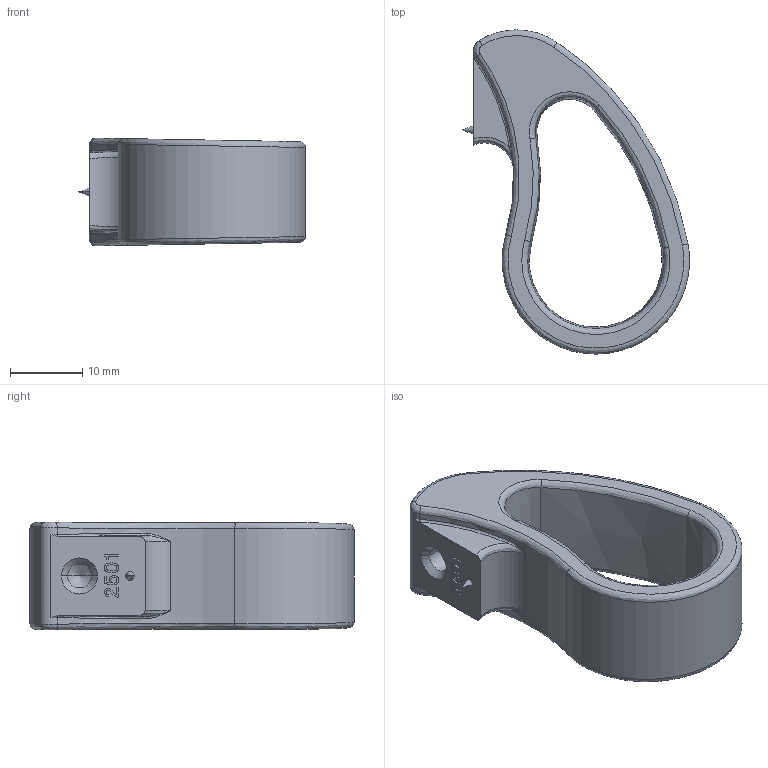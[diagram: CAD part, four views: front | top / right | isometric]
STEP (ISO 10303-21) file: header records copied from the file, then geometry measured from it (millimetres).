
FILE_DESCRIPTION(('Creo Elements/Direct Modeling STEP Export'),'2;1');
FILE_NAME('2501-45.stp','2020-09-08T 8:48:46',(''),(''),'Creo Elements/Direct Modeling STEP processor for AP214 (Solid Model)','Creo Elements/Direct Modeling 20.0 12-Nov-2016 (C) Parametric Technology GmbH','');
FILE_SCHEMA(('AUTOMOTIVE_DESIGN { 1 0 10303 214 1 1 1 1 }'));
Length unit declared in the file: millimetre
Products named in the file (2): ZN-11034
Assembly tree (1 placements, depth 2):
  ZN-11034
    ZN-11034
Bounding box: 31.5 x 45 x 14.97 mm (x, y, z)
Volume: 6680.6 mm3; surface area: 3898.3 mm2
Topology: 1 solids, 1 shells, 229 faces, 637 edges, 412 vertices
Faces by surface type: plane 183, bspline 26, cylinder 10, cone 10
Entity records: 10685 total; most frequent: CARTESIAN_POINT 5094, ORIENTED_EDGE 1262, DIRECTION 960, EDGE_CURVE 631, VECTOR 540, LINE 540, VERTEX_POINT 412, EDGE_LOOP 239
